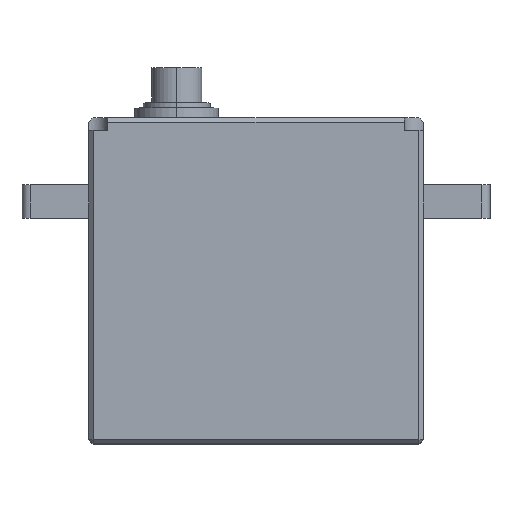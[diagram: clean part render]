
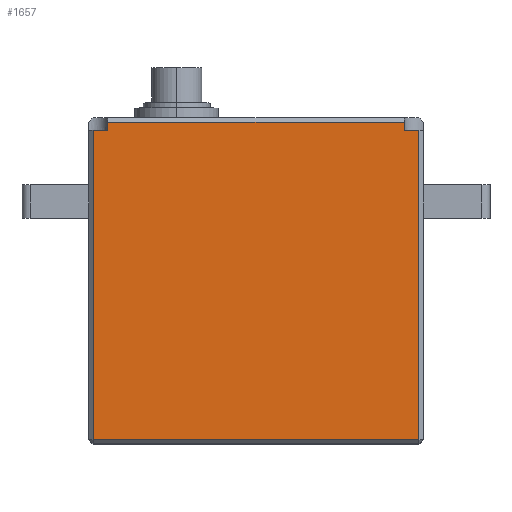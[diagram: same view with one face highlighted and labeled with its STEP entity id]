
A CAD part, top view. The second image highlights one B-rep face of the part: STEP entity #1657.
In plain terms, the highlighted planar face has unit normal (0, 0, 1).
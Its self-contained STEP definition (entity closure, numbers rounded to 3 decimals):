
#51 = CARTESIAN_POINT ( 'NONE',  ( 0., 17.474, 20. ) ) ;
#91 = EDGE_LOOP ( 'NONE', ( #675, #722, #633, #2062, #352, #1752, #296, #1066 ) ) ;
#105 = DIRECTION ( 'NONE',  ( 0., -1., 0. ) ) ;
#112 = LINE ( 'NONE', #1678, #692 ) ;
#119 = CARTESIAN_POINT ( 'NONE',  ( 0., 0., 20. ) ) ;
#129 = VERTEX_POINT ( 'NONE', #1575 ) ;
#207 = CARTESIAN_POINT ( 'NONE',  ( 14.139, 18.474, 20. ) ) ;
#266 = EDGE_CURVE ( 'NONE', #451, #614, #847, .T. ) ;
#286 = VECTOR ( 'NONE', #534, 1000. ) ;
#296 = ORIENTED_EDGE ( 'NONE', *, *, #1194, .T. ) ;
#308 = VERTEX_POINT ( 'NONE', #1364 ) ;
#328 = VECTOR ( 'NONE', #950, 1000. ) ;
#333 = EDGE_CURVE ( 'NONE', #1956, #1534, #1343, .T. ) ;
#335 = CARTESIAN_POINT ( 'NONE',  ( -23.127, 17.474, 20. ) ) ;
#352 = ORIENTED_EDGE ( 'NONE', *, *, #936, .T. ) ;
#451 = VERTEX_POINT ( 'NONE', #1719 ) ;
#485 = EDGE_CURVE ( 'NONE', #308, #1534, #1056, .T. ) ;
#534 = DIRECTION ( 'NONE',  ( -1., 0., 0. ) ) ;
#614 = VERTEX_POINT ( 'NONE', #976 ) ;
#633 = ORIENTED_EDGE ( 'NONE', *, *, #485, .F. ) ;
#639 = DIRECTION ( 'NONE',  ( 0., 0., 1. ) ) ;
#660 = VECTOR ( 'NONE', #1416, 1000. ) ;
#667 = DIRECTION ( 'NONE',  ( 0., -1., 0. ) ) ;
#675 = ORIENTED_EDGE ( 'NONE', *, *, #1041, .F. ) ;
#678 = LINE ( 'NONE', #1808, #1250 ) ;
#692 = VECTOR ( 'NONE', #105, 1000. ) ;
#714 = CARTESIAN_POINT ( 'NONE',  ( -21.392, 18.474, 20. ) ) ;
#722 = ORIENTED_EDGE ( 'NONE', *, *, #333, .T. ) ;
#749 = EDGE_CURVE ( 'NONE', #308, #878, #778, .T. ) ;
#778 = LINE ( 'NONE', #931, #660 ) ;
#782 = PLANE ( 'NONE',  #871 ) ;
#847 = LINE ( 'NONE', #51, #1717 ) ;
#871 = AXIS2_PLACEMENT_3D ( 'NONE', #119, #639, #1261 ) ;
#878 = VERTEX_POINT ( 'NONE', #335 ) ;
#920 = DIRECTION ( 'NONE',  ( 0., 1., 0. ) ) ;
#931 = CARTESIAN_POINT ( 'NONE',  ( 0., 17.474, 20. ) ) ;
#936 = EDGE_CURVE ( 'NONE', #878, #129, #678, .T. ) ;
#950 = DIRECTION ( 'NONE',  ( 0., 1., 0. ) ) ;
#976 = CARTESIAN_POINT ( 'NONE',  ( 15.873, 17.474, 20. ) ) ;
#978 = DIRECTION ( 'NONE',  ( 1., 0., 0. ) ) ;
#1041 = EDGE_CURVE ( 'NONE', #1956, #451, #112, .T. ) ;
#1056 = LINE ( 'NONE', #1236, #1300 ) ;
#1066 = ORIENTED_EDGE ( 'NONE', *, *, #266, .F. ) ;
#1189 = CARTESIAN_POINT ( 'NONE',  ( 15.873, -19.526, 20. ) ) ;
#1194 = EDGE_CURVE ( 'NONE', #1440, #614, #1904, .T. ) ;
#1236 = CARTESIAN_POINT ( 'NONE',  ( -21.392, 17.474, 20. ) ) ;
#1250 = VECTOR ( 'NONE', #667, 1000. ) ;
#1261 = DIRECTION ( 'NONE',  ( 1., 0., 0. ) ) ;
#1293 = LINE ( 'NONE', #1933, #1769 ) ;
#1300 = VECTOR ( 'NONE', #920, 1000. ) ;
#1343 = LINE ( 'NONE', #1997, #286 ) ;
#1364 = CARTESIAN_POINT ( 'NONE',  ( -21.392, 17.474, 20. ) ) ;
#1416 = DIRECTION ( 'NONE',  ( -1., 0., 0. ) ) ;
#1440 = VERTEX_POINT ( 'NONE', #1189 ) ;
#1534 = VERTEX_POINT ( 'NONE', #714 ) ;
#1575 = CARTESIAN_POINT ( 'NONE',  ( -23.127, -19.526, 20. ) ) ;
#1657 = ADVANCED_FACE ( 'NONE', ( #1888 ), #782, .T. ) ;
#1678 = CARTESIAN_POINT ( 'NONE',  ( 14.139, 17.474, 20. ) ) ;
#1717 = VECTOR ( 'NONE', #1780, 1000. ) ;
#1719 = CARTESIAN_POINT ( 'NONE',  ( 14.139, 17.474, 20. ) ) ;
#1752 = ORIENTED_EDGE ( 'NONE', *, *, #2005, .T. ) ;
#1769 = VECTOR ( 'NONE', #978, 1000. ) ;
#1780 = DIRECTION ( 'NONE',  ( 1., 0., 0. ) ) ;
#1808 = CARTESIAN_POINT ( 'NONE',  ( -23.127, -20.026, 20. ) ) ;
#1888 = FACE_OUTER_BOUND ( 'NONE', #91, .T. ) ;
#1904 = LINE ( 'NONE', #2066, #328 ) ;
#1933 = CARTESIAN_POINT ( 'NONE',  ( 16.373, -19.526, 20. ) ) ;
#1956 = VERTEX_POINT ( 'NONE', #207 ) ;
#1997 = CARTESIAN_POINT ( 'NONE',  ( -23.627, 18.474, 20. ) ) ;
#2005 = EDGE_CURVE ( 'NONE', #129, #1440, #1293, .T. ) ;
#2062 = ORIENTED_EDGE ( 'NONE', *, *, #749, .T. ) ;
#2066 = CARTESIAN_POINT ( 'NONE',  ( 15.873, 18.974, 20. ) ) ;
